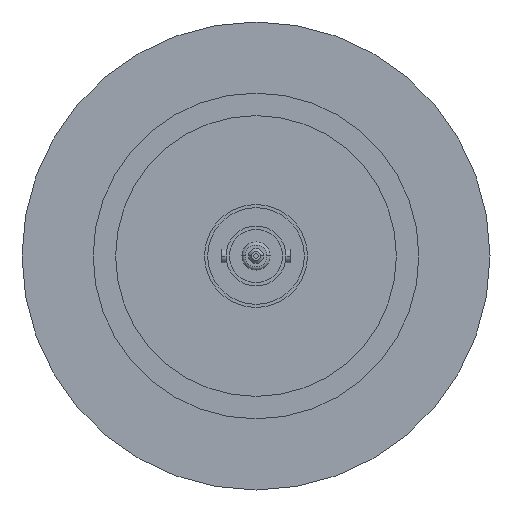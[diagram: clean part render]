
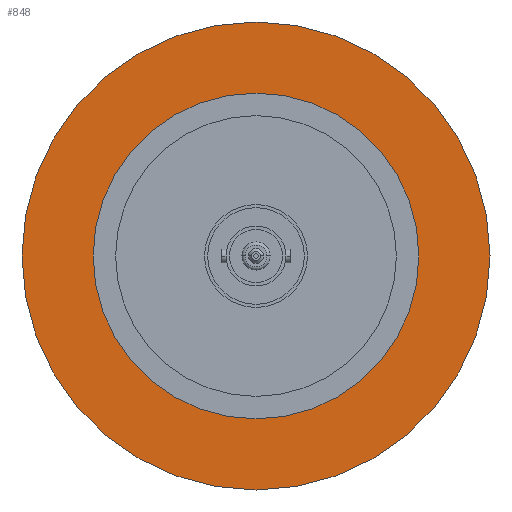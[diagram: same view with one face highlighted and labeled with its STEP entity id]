
A CAD part, left-side view. The second image highlights one B-rep face of the part: STEP entity #848.
In plain terms, the highlighted planar face has unit normal (-1, 0, 0).
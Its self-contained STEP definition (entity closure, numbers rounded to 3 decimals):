
#48 = CARTESIAN_POINT ( 'NONE',  ( 0., 0., -26.1 ) ) ;
#92 = AXIS2_PLACEMENT_3D ( 'NONE', #1586, #2169, #1992 ) ;
#239 = CARTESIAN_POINT ( 'NONE',  ( 0., 0., -37.5 ) ) ;
#264 = FACE_BOUND ( 'NONE', #2013, .T. ) ;
#339 = CARTESIAN_POINT ( 'NONE',  ( 0., 0., 26.1 ) ) ;
#358 = EDGE_CURVE ( 'NONE', #1909, #1863, #1383, .T. ) ;
#437 = CIRCLE ( 'NONE', #2100, 37.5 ) ;
#456 = ORIENTED_EDGE ( 'NONE', *, *, #950, .F. ) ;
#506 = EDGE_LOOP ( 'NONE', ( #904, #456 ) ) ;
#711 = CARTESIAN_POINT ( 'NONE',  ( 0., 0., 0. ) ) ;
#726 = VERTEX_POINT ( 'NONE', #1494 ) ;
#793 = PLANE ( 'NONE',  #1949 ) ;
#848 = ADVANCED_FACE ( 'NONE', ( #264, #1685 ), #793, .T. ) ;
#904 = ORIENTED_EDGE ( 'NONE', *, *, #2033, .F. ) ;
#914 = ORIENTED_EDGE ( 'NONE', *, *, #1651, .T. ) ;
#950 = EDGE_CURVE ( 'NONE', #726, #2138, #437, .T. ) ;
#990 = DIRECTION ( 'NONE',  ( -1., 0., 0. ) ) ;
#1182 = DIRECTION ( 'NONE',  ( 1., 0., 0. ) ) ;
#1383 = CIRCLE ( 'NONE', #92, 26.1 ) ;
#1494 = CARTESIAN_POINT ( 'NONE',  ( 0., 0., 37.5 ) ) ;
#1571 = CIRCLE ( 'NONE', #1987, 37.5 ) ;
#1586 = CARTESIAN_POINT ( 'NONE',  ( 0., 0., 0. ) ) ;
#1651 = EDGE_CURVE ( 'NONE', #1863, #1909, #1862, .T. ) ;
#1685 = FACE_OUTER_BOUND ( 'NONE', #506, .T. ) ;
#1687 = DIRECTION ( 'NONE',  ( 0., 0., -1. ) ) ;
#1710 = CARTESIAN_POINT ( 'NONE',  ( 0., 0., 0. ) ) ;
#1759 = AXIS2_PLACEMENT_3D ( 'NONE', #1883, #2261, #2077 ) ;
#1862 = CIRCLE ( 'NONE', #1759, 26.1 ) ;
#1863 = VERTEX_POINT ( 'NONE', #339 ) ;
#1883 = CARTESIAN_POINT ( 'NONE',  ( 0., 0., 0. ) ) ;
#1909 = VERTEX_POINT ( 'NONE', #48 ) ;
#1949 = AXIS2_PLACEMENT_3D ( 'NONE', #2225, #990, #2044 ) ;
#1987 = AXIS2_PLACEMENT_3D ( 'NONE', #1710, #1182, #1687 ) ;
#1992 = DIRECTION ( 'NONE',  ( 0., 0., -1. ) ) ;
#2010 = ORIENTED_EDGE ( 'NONE', *, *, #358, .T. ) ;
#2013 = EDGE_LOOP ( 'NONE', ( #2010, #914 ) ) ;
#2033 = EDGE_CURVE ( 'NONE', #2138, #726, #1571, .T. ) ;
#2044 = DIRECTION ( 'NONE',  ( 0., 0., 1. ) ) ;
#2077 = DIRECTION ( 'NONE',  ( 0., 0., -1. ) ) ;
#2100 = AXIS2_PLACEMENT_3D ( 'NONE', #711, #2329, #2294 ) ;
#2138 = VERTEX_POINT ( 'NONE', #239 ) ;
#2169 = DIRECTION ( 'NONE',  ( 1., 0., 0. ) ) ;
#2225 = CARTESIAN_POINT ( 'NONE',  ( 0., 0., -26.1 ) ) ;
#2261 = DIRECTION ( 'NONE',  ( 1., 0., 0. ) ) ;
#2294 = DIRECTION ( 'NONE',  ( 0., 0., -1. ) ) ;
#2329 = DIRECTION ( 'NONE',  ( 1., 0., 0. ) ) ;
